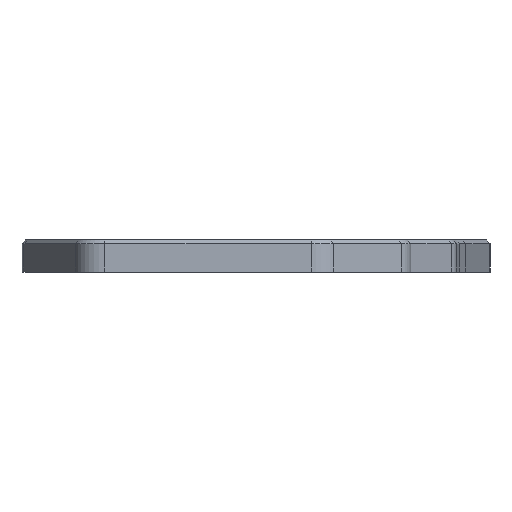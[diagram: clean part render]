
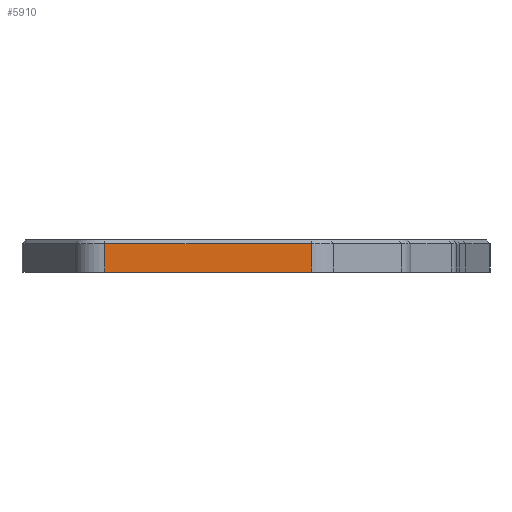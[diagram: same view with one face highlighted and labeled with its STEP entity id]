
A CAD part, left-side view. The second image highlights one B-rep face of the part: STEP entity #5910.
In plain terms, the highlighted planar face has unit normal (-1, 0, 0).
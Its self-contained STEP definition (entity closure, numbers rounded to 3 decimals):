
#526=FACE_OUTER_BOUND('',#878,.T.);
#878=EDGE_LOOP('',(#4306,#4307,#4308,#4309));
#1337=LINE('',#9177,#1961);
#1356=LINE('',#9228,#1980);
#1358=LINE('',#9234,#1982);
#1359=LINE('',#9235,#1983);
#1961=VECTOR('',#7261,10.);
#1980=VECTOR('',#7320,10.);
#1982=VECTOR('',#7326,10.);
#1983=VECTOR('',#7327,10.);
#2611=VERTEX_POINT('',#9171);
#2612=VERTEX_POINT('',#9175);
#2624=VERTEX_POINT('',#9227);
#2626=VERTEX_POINT('',#9233);
#3226=EDGE_CURVE('',#2611,#2612,#1337,.T.);
#3251=EDGE_CURVE('',#2624,#2612,#1356,.T.);
#3254=EDGE_CURVE('',#2626,#2611,#1358,.T.);
#3255=EDGE_CURVE('',#2626,#2624,#1359,.T.);
#4306=ORIENTED_EDGE('',*,*,#3226,.F.);
#4307=ORIENTED_EDGE('',*,*,#3254,.F.);
#4308=ORIENTED_EDGE('',*,*,#3255,.T.);
#4309=ORIENTED_EDGE('',*,*,#3251,.T.);
#5696=PLANE('',#6356);
#5910=ADVANCED_FACE('',(#526),#5696,.T.);
#6356=AXIS2_PLACEMENT_3D('',#9232,#7324,#7325);
#7261=DIRECTION('',(0.,-1.,0.));
#7320=DIRECTION('',(0.,0.,1.));
#7324=DIRECTION('center_axis',(-1.,0.,0.));
#7325=DIRECTION('ref_axis',(0.,-1.,0.));
#7326=DIRECTION('',(0.,0.,1.));
#7327=DIRECTION('',(0.,-1.,0.));
#9171=CARTESIAN_POINT('',(-16.925,65.982,21.));
#9175=CARTESIAN_POINT('',(-16.925,9.938,21.));
#9177=CARTESIAN_POINT('',(-16.925,46.916,21.));
#9227=CARTESIAN_POINT('',(-16.925,9.938,13.3));
#9228=CARTESIAN_POINT('',(-16.925,9.938,0.));
#9232=CARTESIAN_POINT('Origin',(-16.925,65.982,0.));
#9233=CARTESIAN_POINT('',(-16.925,65.982,13.3));
#9234=CARTESIAN_POINT('',(-16.925,65.982,0.));
#9235=CARTESIAN_POINT('',(-16.925,45.485,13.3));
